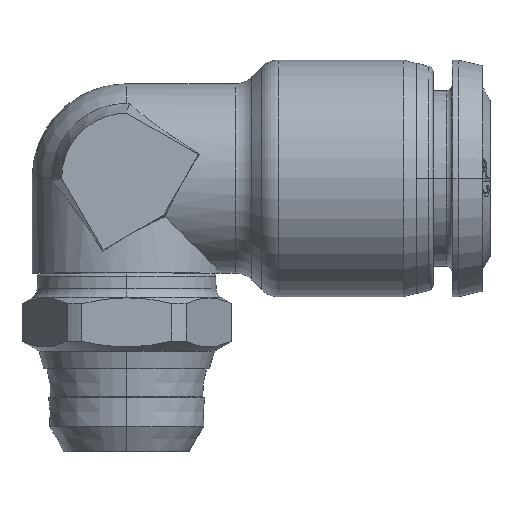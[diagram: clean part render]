
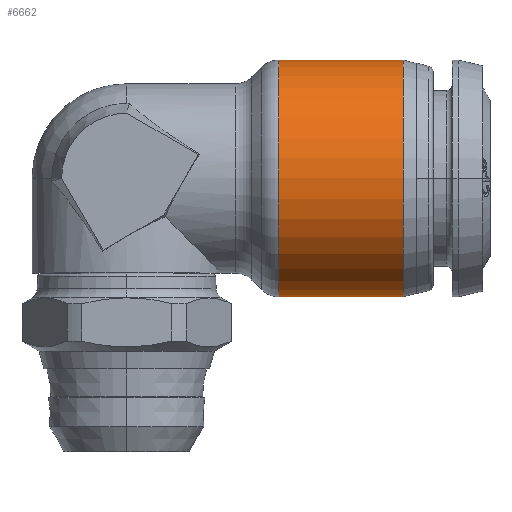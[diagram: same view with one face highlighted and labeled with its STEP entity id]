
A CAD part, top view. The second image highlights one B-rep face of the part: STEP entity #6662.
In plain terms, the highlighted cylindrical face has radius 10 mm (diameter 20 mm), a partial arc.
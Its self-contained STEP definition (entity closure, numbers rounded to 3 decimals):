
#72 = AXIS2_PLACEMENT_3D ( 'NONE', #725, #726, #727 ) ;
#74 = AXIS2_PLACEMENT_3D ( 'NONE', #733, #734, #735 ) ;
#278 = ORIENTED_EDGE ( 'NONE', *, *, #3782, .T. ) ;
#279 = ORIENTED_EDGE ( 'NONE', *, *, #3784, .T. ) ;
#280 = ORIENTED_EDGE ( 'NONE', *, *, #3785, .F. ) ;
#281 = ORIENTED_EDGE ( 'NONE', *, *, #3786, .F. ) ;
#313 = CARTESIAN_POINT ( 'NONE',  ( 12.828, -10., 0. ) ) ;
#318 = CARTESIAN_POINT ( 'NONE',  ( 12.828, 10., 0. ) ) ;
#716 = DIRECTION ( 'NONE',  ( 1., 0., 0. ) ) ;
#721 = DIRECTION ( 'NONE',  ( 1., 0., 0. ) ) ;
#725 = CARTESIAN_POINT ( 'NONE',  ( 12.828, 0., 0. ) ) ;
#726 = DIRECTION ( 'NONE',  ( 1., 0., 0. ) ) ;
#727 = DIRECTION ( 'NONE',  ( 0., 1., 0. ) ) ;
#728 = CARTESIAN_POINT ( 'NONE',  ( 24.5, -10., 0. ) ) ;
#732 = CARTESIAN_POINT ( 'NONE',  ( 24.5, 10., 0. ) ) ;
#733 = CARTESIAN_POINT ( 'NONE',  ( 23.38, 0., 0. ) ) ;
#734 = DIRECTION ( 'NONE',  ( 1., 0., 0. ) ) ;
#735 = DIRECTION ( 'NONE',  ( 0., 1., 0. ) ) ;
#3782 = EDGE_CURVE ( 'NONE', #10449, #10443, #5876, .T. ) ;
#3784 = EDGE_CURVE ( 'NONE', #10443, #10448, #5877, .T. ) ;
#3785 = EDGE_CURVE ( 'NONE', #10450, #10448, #5879, .T. ) ;
#3786 = EDGE_CURVE ( 'NONE', #10449, #10450, #5878, .T. ) ;
#4436 = EDGE_LOOP ( 'NONE', ( #278, #279, #280, #281 ) ) ;
#5876 = CIRCLE ( 'NONE', #72, 10. ) ;
#5877 = LINE ( 'NONE', #728, #5880 ) ;
#5878 = LINE ( 'NONE', #732, #5883 ) ;
#5879 = CIRCLE ( 'NONE', #74, 10. ) ;
#5880 = VECTOR ( 'NONE', #716, 1000. ) ;
#5883 = VECTOR ( 'NONE', #721, 1000. ) ;
#6662 = ADVANCED_FACE ( 'NONE', ( #6835 ), #6843, .T. ) ;
#6835 = FACE_OUTER_BOUND ( 'NONE', #4436, .T. ) ;
#6843 = CYLINDRICAL_SURFACE ( 'NONE', #10092, 10. ) ;
#7091 = CARTESIAN_POINT ( 'NONE',  ( 24.5, 0., 0. ) ) ;
#7092 = DIRECTION ( 'NONE',  ( 1., 0., 0. ) ) ;
#7100 = DIRECTION ( 'NONE',  ( 0., 1., 0. ) ) ;
#7925 = CARTESIAN_POINT ( 'NONE',  ( 23.38, 10., 0. ) ) ;
#7927 = CARTESIAN_POINT ( 'NONE',  ( 23.38, -10., 0. ) ) ;
#10092 = AXIS2_PLACEMENT_3D ( 'NONE', #7091, #7092, #7100 ) ;
#10443 = VERTEX_POINT ( 'NONE', #313 ) ;
#10448 = VERTEX_POINT ( 'NONE', #7927 ) ;
#10449 = VERTEX_POINT ( 'NONE', #318 ) ;
#10450 = VERTEX_POINT ( 'NONE', #7925 ) ;
